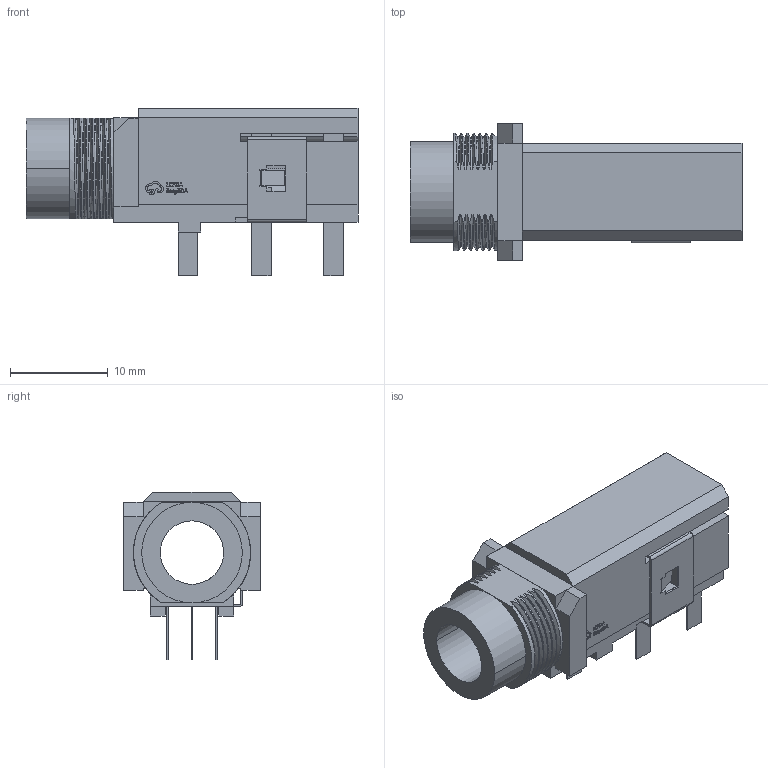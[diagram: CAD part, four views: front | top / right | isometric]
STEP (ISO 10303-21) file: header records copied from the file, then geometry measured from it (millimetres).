
FILE_DESCRIPTION (( 'STEP AP214' ), '1' );
FILE_NAME ('AUDIO-TH_PJ-603.step', '2022-06-16T10:46:20', ( '' ), ( '' ), 'SwSTEP 2.0', 'SolidWorks 2020', '' );
FILE_SCHEMA (( 'AUTOMOTIVE_DESIGN' ));
Length unit declared in the file: millimetre
Products named in the file (1): AUDIO-TH_PJ-603
Bounding box: 34 x 14 x 17.2 mm (x, y, z)
Volume: 2471.2 mm3; surface area: 2985.2 mm2
Topology: 10 solids, 10 shells, 508 faces, 1357 edges, 893 vertices
Faces by surface type: plane 316, bspline 151, cylinder 41
Entity records: 28822 total; most frequent: CARTESIAN_POINT 11700, ORIENTED_EDGE 2714, DIRECTION 1756, EDGE_CURVE 1357, VECTOR 928, LINE 928, VERTEX_POINT 893, EDGE_LOOP 538
